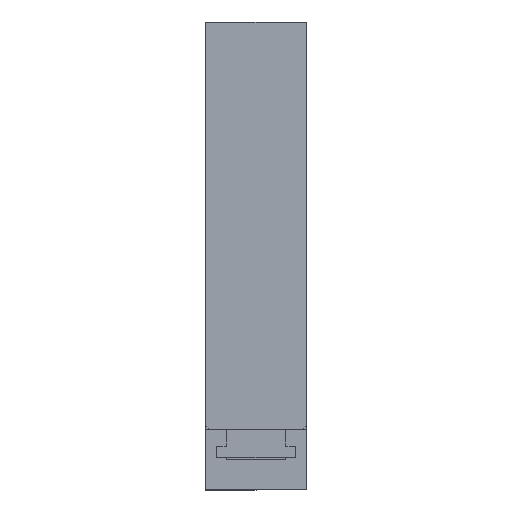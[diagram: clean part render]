
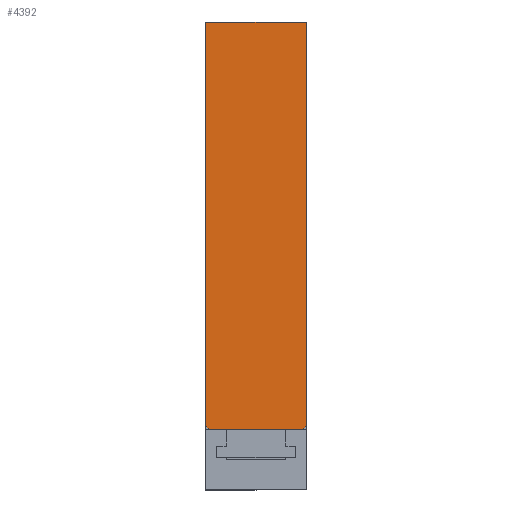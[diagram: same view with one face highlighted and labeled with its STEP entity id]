
A CAD part, top view. The second image highlights one B-rep face of the part: STEP entity #4392.
In plain terms, the highlighted planar face has unit normal (0, 0, 1).
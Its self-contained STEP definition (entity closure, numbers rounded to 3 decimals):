
#153 = DIRECTION ( 'NONE',  ( -0.707, -0.707, 0. ) ) ;
#277 = VECTOR ( 'NONE', #153, 1000. ) ;
#506 = ORIENTED_EDGE ( 'NONE', *, *, #4493, .F. ) ;
#644 = CARTESIAN_POINT ( 'NONE',  ( -17.568, 14.12, 57.5 ) ) ;
#717 = LINE ( 'NONE', #7523, #5365 ) ;
#853 = LINE ( 'NONE', #6050, #5499 ) ;
#883 = ORIENTED_EDGE ( 'NONE', *, *, #7889, .F. ) ;
#993 = ORIENTED_EDGE ( 'NONE', *, *, #1005, .F. ) ;
#1005 = EDGE_CURVE ( 'NONE', #1118, #2579, #5216, .T. ) ;
#1118 = VERTEX_POINT ( 'NONE', #6881 ) ;
#1470 = CARTESIAN_POINT ( 'NONE',  ( 7.432, 14.12, 57.5 ) ) ;
#1673 = DIRECTION ( 'NONE',  ( 1., 0., 0. ) ) ;
#1708 = FACE_OUTER_BOUND ( 'NONE', #8015, .T. ) ;
#1972 = CARTESIAN_POINT ( 'NONE',  ( -18.568, 15.12, 57.5 ) ) ;
#2053 = VECTOR ( 'NONE', #2903, 1000. ) ;
#2424 = ORIENTED_EDGE ( 'NONE', *, *, #7674, .F. ) ;
#2494 = CARTESIAN_POINT ( 'NONE',  ( 8.432, 123.12, 57.5 ) ) ;
#2579 = VERTEX_POINT ( 'NONE', #3608 ) ;
#2886 = VERTEX_POINT ( 'NONE', #3846 ) ;
#2903 = DIRECTION ( 'NONE',  ( 0., -1., 0. ) ) ;
#2981 = VERTEX_POINT ( 'NONE', #5217 ) ;
#3069 = CARTESIAN_POINT ( 'NONE',  ( -18.568, 123.12, 57.5 ) ) ;
#3156 = ORIENTED_EDGE ( 'NONE', *, *, #6795, .F. ) ;
#3184 = VERTEX_POINT ( 'NONE', #3069 ) ;
#3241 = DIRECTION ( 'NONE',  ( -0.707, 0.707, 0. ) ) ;
#3516 = AXIS2_PLACEMENT_3D ( 'NONE', #2494, #4360, #6956 ) ;
#3608 = CARTESIAN_POINT ( 'NONE',  ( 8.432, 15.12, 57.5 ) ) ;
#3846 = CARTESIAN_POINT ( 'NONE',  ( -17.568, 14.12, 57.5 ) ) ;
#3945 = CARTESIAN_POINT ( 'NONE',  ( 7.432, 14.12, 57.5 ) ) ;
#4360 = DIRECTION ( 'NONE',  ( 0., 0., -1. ) ) ;
#4392 = ADVANCED_FACE ( 'NONE', ( #1708 ), #8220, .F. ) ;
#4401 = VECTOR ( 'NONE', #5673, 1000. ) ;
#4471 = VECTOR ( 'NONE', #3241, 1000. ) ;
#4478 = DIRECTION ( 'NONE',  ( 0., 1., 0. ) ) ;
#4493 = EDGE_CURVE ( 'NONE', #2886, #2981, #7488, .T. ) ;
#4880 = CARTESIAN_POINT ( 'NONE',  ( 8.432, 15.12, 57.5 ) ) ;
#5169 = EDGE_CURVE ( 'NONE', #2981, #3184, #717, .T. ) ;
#5187 = LINE ( 'NONE', #644, #4401 ) ;
#5216 = LINE ( 'NONE', #4880, #2053 ) ;
#5217 = CARTESIAN_POINT ( 'NONE',  ( -18.568, 15.12, 57.5 ) ) ;
#5365 = VECTOR ( 'NONE', #4478, 1000. ) ;
#5499 = VECTOR ( 'NONE', #1673, 1000. ) ;
#5673 = DIRECTION ( 'NONE',  ( -1., 0., 0. ) ) ;
#6050 = CARTESIAN_POINT ( 'NONE',  ( -18.568, 123.12, 57.5 ) ) ;
#6171 = VERTEX_POINT ( 'NONE', #3945 ) ;
#6463 = ORIENTED_EDGE ( 'NONE', *, *, #5169, .F. ) ;
#6795 = EDGE_CURVE ( 'NONE', #2579, #6171, #8079, .T. ) ;
#6881 = CARTESIAN_POINT ( 'NONE',  ( 8.432, 123.12, 57.5 ) ) ;
#6956 = DIRECTION ( 'NONE',  ( 0., 1., 0. ) ) ;
#7488 = LINE ( 'NONE', #1972, #4471 ) ;
#7523 = CARTESIAN_POINT ( 'NONE',  ( -18.568, 15.12, 57.5 ) ) ;
#7674 = EDGE_CURVE ( 'NONE', #3184, #1118, #853, .T. ) ;
#7889 = EDGE_CURVE ( 'NONE', #6171, #2886, #5187, .T. ) ;
#8015 = EDGE_LOOP ( 'NONE', ( #993, #2424, #6463, #506, #883, #3156 ) ) ;
#8079 = LINE ( 'NONE', #1470, #277 ) ;
#8220 = PLANE ( 'NONE',  #3516 ) ;
